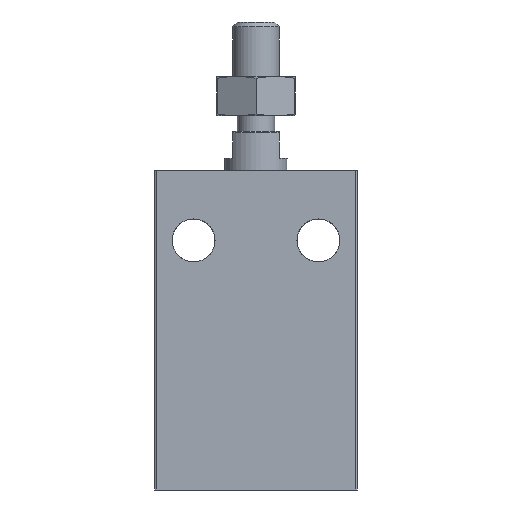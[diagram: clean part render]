
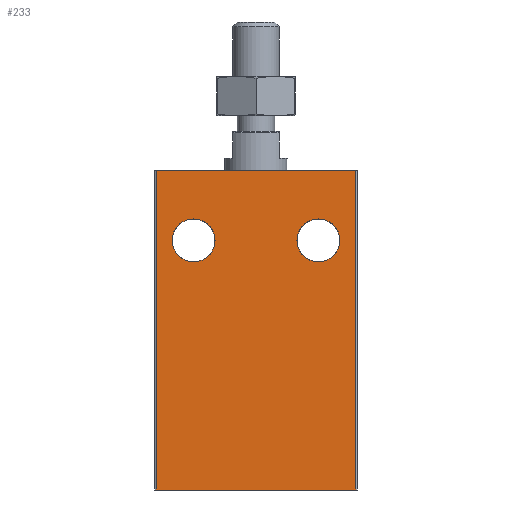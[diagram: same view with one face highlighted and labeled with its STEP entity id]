
A CAD part, front view. The second image highlights one B-rep face of the part: STEP entity #233.
In plain terms, the highlighted planar face has unit normal (0, -1, 0).
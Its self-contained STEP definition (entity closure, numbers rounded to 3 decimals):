
#233 = ADVANCED_FACE( '', ( #399, #400, #401 ), #402, .T. );
#399 = FACE_BOUND( '', #703, .T. );
#400 = FACE_BOUND( '', #704, .T. );
#401 = FACE_OUTER_BOUND( '', #705, .T. );
#402 = PLANE( '', #706 );
#703 = EDGE_LOOP( '', ( #1165 ) );
#704 = EDGE_LOOP( '', ( #1166 ) );
#705 = EDGE_LOOP( '', ( #1167, #1168, #1169, #1170 ) );
#706 = AXIS2_PLACEMENT_3D( '', #1171, #1172, #1173 );
#1165 = ORIENTED_EDGE( '', *, *, #1999, .F. );
#1166 = ORIENTED_EDGE( '', *, *, #2000, .F. );
#1167 = ORIENTED_EDGE( '', *, *, #2001, .F. );
#1168 = ORIENTED_EDGE( '', *, *, #2002, .F. );
#1169 = ORIENTED_EDGE( '', *, *, #2003, .T. );
#1170 = ORIENTED_EDGE( '', *, *, #1997, .T. );
#1171 = CARTESIAN_POINT( '', ( -12.8, -20., -41. ) );
#1172 = DIRECTION( '', ( 0., -1., 0. ) );
#1173 = DIRECTION( '', ( 0., 0., -1. ) );
#1997 = EDGE_CURVE( '', #2372, #2370, #2373, .T. );
#1999 = EDGE_CURVE( '', #2375, #2375, #2376, .T. );
#2000 = EDGE_CURVE( '', #2377, #2377, #2378, .T. );
#2001 = EDGE_CURVE( '', #2379, #2370, #2380, .T. );
#2002 = EDGE_CURVE( '', #2381, #2379, #2382, .T. );
#2003 = EDGE_CURVE( '', #2381, #2372, #2383, .T. );
#2370 = VERTEX_POINT( '', #3605 );
#2372 = VERTEX_POINT( '', #3607 );
#2373 = LINE( '', #3608, #3609 );
#2375 = VERTEX_POINT( '', #3611 );
#2376 = CIRCLE( '', #3612, 2.75 );
#2377 = VERTEX_POINT( '', #3613 );
#2378 = CIRCLE( '', #3614, 2.75 );
#2379 = VERTEX_POINT( '', #3615 );
#2380 = LINE( '', #3616, #3617 );
#2381 = VERTEX_POINT( '', #3618 );
#2382 = LINE( '', #3619, #3620 );
#2383 = LINE( '', #3621, #3622 );
#3605 = CARTESIAN_POINT( '', ( 12.8, -20., 0. ) );
#3607 = CARTESIAN_POINT( '', ( 12.8, -20., -41. ) );
#3608 = CARTESIAN_POINT( '', ( 12.8, -20., -41. ) );
#3609 = VECTOR( '', #4279, 1000. );
#3611 = CARTESIAN_POINT( '', ( -8., -20., -11.75 ) );
#3612 = AXIS2_PLACEMENT_3D( '', #4283, #4284, #4285 );
#3613 = CARTESIAN_POINT( '', ( 10.75, -20., -9. ) );
#3614 = AXIS2_PLACEMENT_3D( '', #4286, #4287, #4288 );
#3615 = CARTESIAN_POINT( '', ( -12.8, -20., 0. ) );
#3616 = CARTESIAN_POINT( '', ( -12.8, -20., 0. ) );
#3617 = VECTOR( '', #4289, 1000. );
#3618 = CARTESIAN_POINT( '', ( -12.8, -20., -41. ) );
#3619 = CARTESIAN_POINT( '', ( -12.8, -20., -41. ) );
#3620 = VECTOR( '', #4290, 1000. );
#3621 = CARTESIAN_POINT( '', ( -12.8, -20., -41. ) );
#3622 = VECTOR( '', #4291, 1000. );
#4279 = DIRECTION( '', ( 0., 0., 1. ) );
#4283 = CARTESIAN_POINT( '', ( -8., -20., -9. ) );
#4284 = DIRECTION( '', ( 0., -1., 0. ) );
#4285 = DIRECTION( '', ( 0., 0., -1. ) );
#4286 = CARTESIAN_POINT( '', ( 8., -20., -9. ) );
#4287 = DIRECTION( '', ( 0., -1., 0. ) );
#4288 = DIRECTION( '', ( 1., 0., 0. ) );
#4289 = DIRECTION( '', ( 1., 0., 0. ) );
#4290 = DIRECTION( '', ( 0., 0., 1. ) );
#4291 = DIRECTION( '', ( 1., 0., 0. ) );
